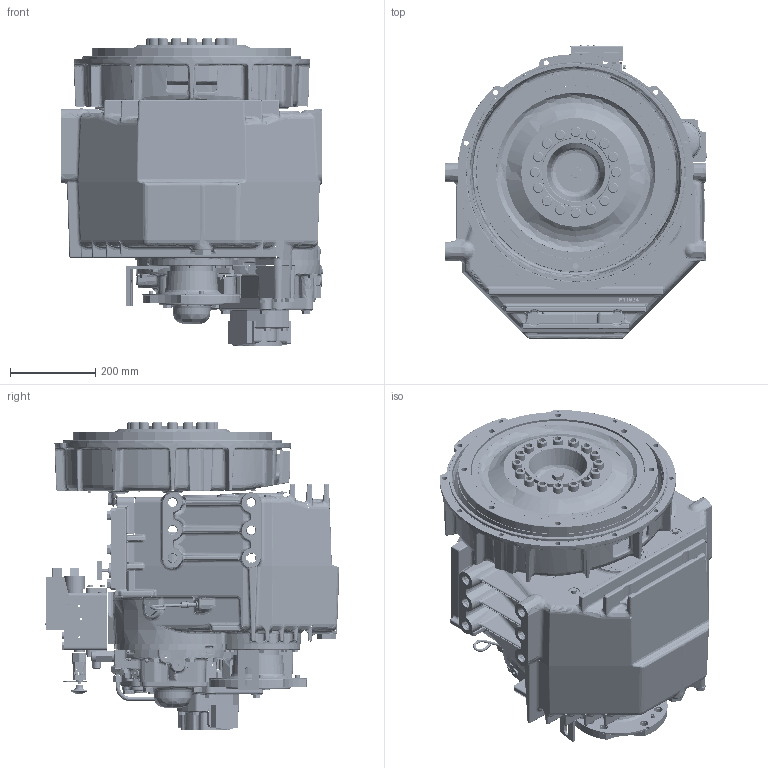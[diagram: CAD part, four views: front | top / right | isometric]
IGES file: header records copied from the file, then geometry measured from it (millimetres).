
Start section: SolidWorks IGES file using analytic representation for surfaces
Global section: file name: 1027608.IGS; native system: SolidWorks 2010; preprocessor: SolidWorks 2010; author: josephf; date: 141125.181747; units: millimetre
Bounding box: 611.46 x 689.82 x 718.71 mm (x, y, z)
Surface area: 4222565.7 mm2 (no closed solid volume)
Topology: 0 solids, 0 shells, 6492 faces, 109199 edges, 108940 vertices
Faces by surface type: bspline 4154, revolution 2338
